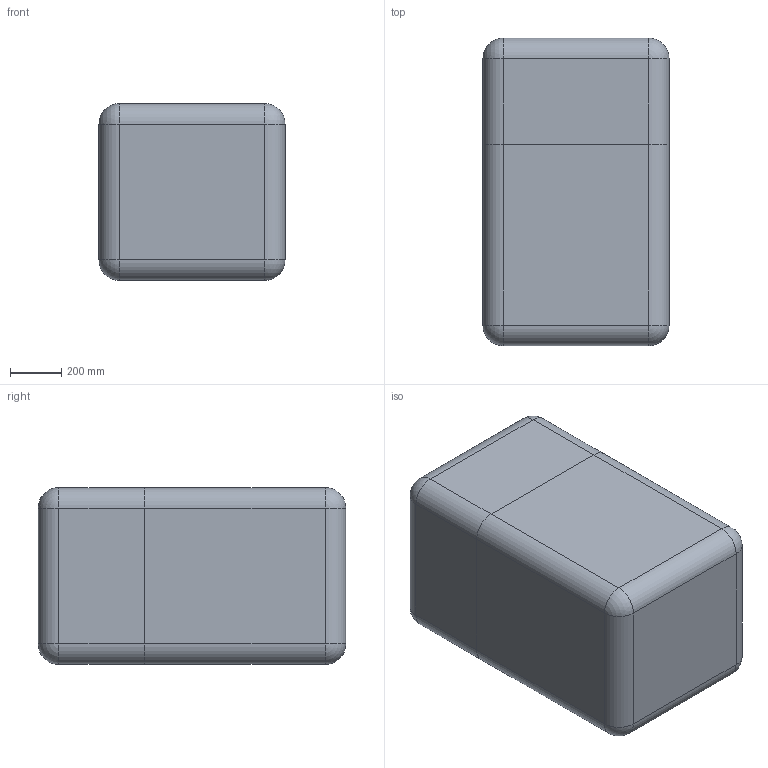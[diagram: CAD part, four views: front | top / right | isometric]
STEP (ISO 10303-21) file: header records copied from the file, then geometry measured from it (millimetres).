
FILE_DESCRIPTION (( 'STEP AP214' ), '1' );
FILE_NAME ('Êîíòåéíåð ÀÄÌÈÐÀË®ÏÐÎÔÅÑÑÈÎÍÀËÜÍÛÅ 078_óïðîùåííàÿ 3D-ìîäåëü.STEP', '2025-08-22T11:44:36', ( '' ), ( '' ), 'SwSTEP 2.0', 'SolidWorks 2021', '' );
FILE_SCHEMA (( 'AUTOMOTIVE_DESIGN' ));
Length unit declared in the file: millimetre
Products named in the file (3): ______ 70.STEP; Êîíòåéíåð ÀÄÌÈÐÀË®ÏÐÎÔÅÑÑÈÎÍÀËÜÍÛÅ 078_óïðîùåííàÿ 3D-ìîäåëü; ______ 75.STEP
Assembly tree (2 placements, depth 2):
  Êîíòåéíåð ÀÄÌÈÐÀË®ÏÐÎÔÅÑÑÈÎÍÀËÜÍÛÅ 078_óïðîùåííàÿ 3D-ìîäåëü
    ______ 75.STEP
    ______ 70.STEP
Bounding box: 727.36 x 1201.48 x 690.7 mm (x, y, z)
Volume: 195246987.3 mm3; surface area: 8706670.5 mm2
Topology: 2 solids, 2 shells, 1311 faces, 3215 edges, 1876 vertices
Faces by surface type: cylinder 576, plane 295, bspline 268, torus 128, cone 24, sphere 20
Entity records: 60346 total; most frequent: CARTESIAN_POINT 31270, ORIENTED_EDGE 6294, DIRECTION 5895, EDGE_CURVE 3147, AXIS2_PLACEMENT_3D 2316, VERTEX_POINT 1876, EDGE_LOOP 1351, ADVANCED_FACE 1311
